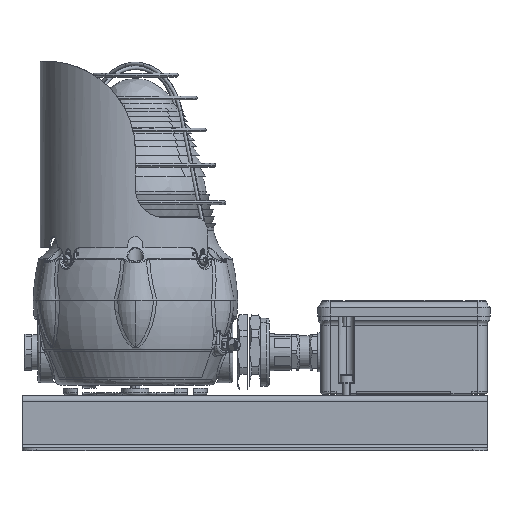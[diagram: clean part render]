
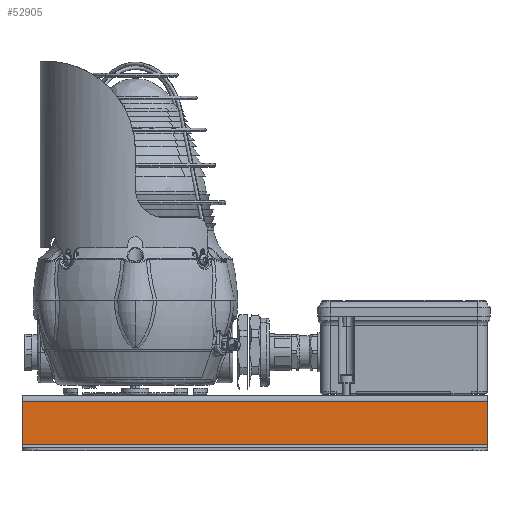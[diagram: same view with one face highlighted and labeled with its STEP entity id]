
A CAD part, front view. The second image highlights one B-rep face of the part: STEP entity #52905.
In plain terms, the highlighted planar face has unit normal (0, -1, 0).
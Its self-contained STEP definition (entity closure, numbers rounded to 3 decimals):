
#3835 = EDGE_CURVE ( 'NONE', #29019, #19638, #73194, .T. ) ;
#4785 = ORIENTED_EDGE ( 'NONE', *, *, #92374, .F. ) ;
#6103 = VECTOR ( 'NONE', #29939, 1000. ) ;
#10961 = DIRECTION ( 'NONE',  ( -1., 0., 0. ) ) ;
#12363 = LINE ( 'NONE', #34665, #79519 ) ;
#15200 = DIRECTION ( 'NONE',  ( 0., 1., 0. ) ) ;
#16484 = CARTESIAN_POINT ( 'NONE',  ( -156., -62., 4. ) ) ;
#18199 = LINE ( 'NONE', #69367, #89144 ) ;
#19638 = VERTEX_POINT ( 'NONE', #16484 ) ;
#20401 = FACE_OUTER_BOUND ( 'NONE', #56690, .T. ) ;
#29019 = VERTEX_POINT ( 'NONE', #40263 ) ;
#29939 = DIRECTION ( 'NONE',  ( 0., 0., -1. ) ) ;
#34665 = CARTESIAN_POINT ( 'NONE',  ( 156., -62., 35. ) ) ;
#40263 = CARTESIAN_POINT ( 'NONE',  ( 156., -62., 4. ) ) ;
#52322 = ORIENTED_EDGE ( 'NONE', *, *, #54494, .T. ) ;
#52905 = ADVANCED_FACE ( 'NONE', ( #20401 ), #71438, .F. ) ;
#54425 = CARTESIAN_POINT ( 'NONE',  ( -156., -62., 35. ) ) ;
#54494 = EDGE_CURVE ( 'NONE', #63876, #81413, #18199, .T. ) ;
#55025 = CARTESIAN_POINT ( 'NONE',  ( -156., -62., 33. ) ) ;
#56690 = EDGE_LOOP ( 'NONE', ( #81215, #70943, #4785, #52322 ) ) ;
#63876 = VERTEX_POINT ( 'NONE', #81548 ) ;
#66772 = VECTOR ( 'NONE', #83341, 1000. ) ;
#67116 = DIRECTION ( 'NONE',  ( 0., 0., -1. ) ) ;
#69367 = CARTESIAN_POINT ( 'NONE',  ( 156., -62., 33. ) ) ;
#70943 = ORIENTED_EDGE ( 'NONE', *, *, #3835, .F. ) ;
#71438 = PLANE ( 'NONE',  #102078 ) ;
#71913 = LINE ( 'NONE', #54425, #6103 ) ;
#73194 = LINE ( 'NONE', #75784, #66772 ) ;
#75784 = CARTESIAN_POINT ( 'NONE',  ( 156., -62., 4. ) ) ;
#79519 = VECTOR ( 'NONE', #67116, 1000. ) ;
#80789 = EDGE_CURVE ( 'NONE', #81413, #19638, #71913, .T. ) ;
#81215 = ORIENTED_EDGE ( 'NONE', *, *, #80789, .T. ) ;
#81413 = VERTEX_POINT ( 'NONE', #55025 ) ;
#81548 = CARTESIAN_POINT ( 'NONE',  ( 156., -62., 33. ) ) ;
#83341 = DIRECTION ( 'NONE',  ( -1., 0., 0. ) ) ;
#89144 = VECTOR ( 'NONE', #10961, 1000. ) ;
#92374 = EDGE_CURVE ( 'NONE', #63876, #29019, #12363, .T. ) ;
#97350 = DIRECTION ( 'NONE',  ( 0., 0., 1. ) ) ;
#97704 = CARTESIAN_POINT ( 'NONE',  ( 156., -62., 35. ) ) ;
#102078 = AXIS2_PLACEMENT_3D ( 'NONE', #97704, #15200, #97350 ) ;
